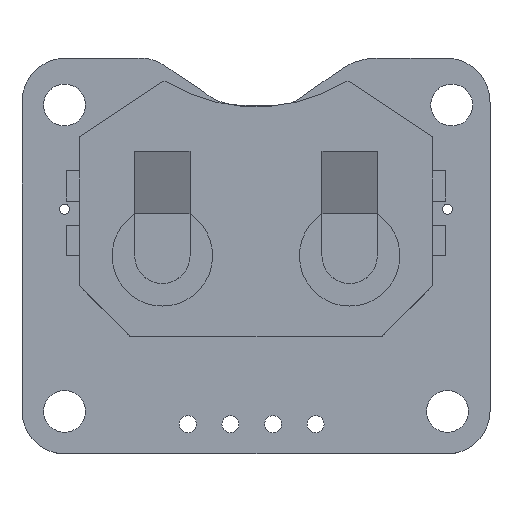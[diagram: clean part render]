
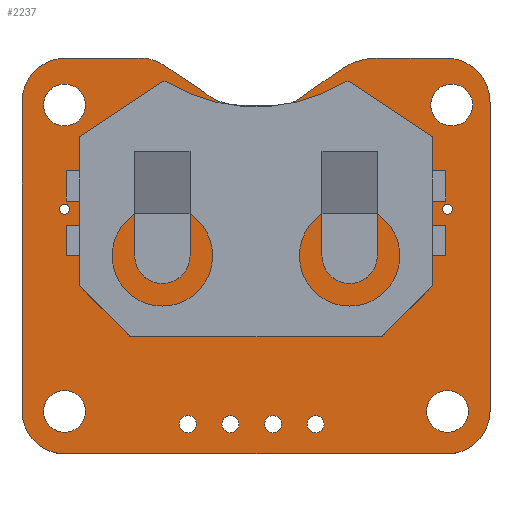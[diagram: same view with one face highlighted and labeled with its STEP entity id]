
A CAD part, top view. The second image highlights one B-rep face of the part: STEP entity #2237.
In plain terms, the highlighted planar face has unit normal (0, 0, 1).
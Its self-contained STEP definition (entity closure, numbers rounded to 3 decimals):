
#25=FACE_BOUND('',#271,.T.);
#26=FACE_BOUND('',#272,.T.);
#27=FACE_BOUND('',#273,.T.);
#28=FACE_BOUND('',#274,.T.);
#29=FACE_BOUND('',#275,.T.);
#30=FACE_BOUND('',#276,.T.);
#31=FACE_BOUND('',#277,.T.);
#32=FACE_BOUND('',#278,.T.);
#33=FACE_BOUND('',#279,.T.);
#34=FACE_BOUND('',#280,.T.);
#57=PLANE('',#2418);
#152=FACE_OUTER_BOUND('',#270,.T.);
#270=EDGE_LOOP('',(#1606,#1607,#1608,#1609,#1610,#1611,#1612,#1613,#1614,
#1615,#1616,#1617,#1618,#1619,#1620,#1621));
#271=EDGE_LOOP('',(#1622));
#272=EDGE_LOOP('',(#1623));
#273=EDGE_LOOP('',(#1624));
#274=EDGE_LOOP('',(#1625));
#275=EDGE_LOOP('',(#1626));
#276=EDGE_LOOP('',(#1627));
#277=EDGE_LOOP('',(#1628));
#278=EDGE_LOOP('',(#1629));
#279=EDGE_LOOP('',(#1630));
#280=EDGE_LOOP('',(#1631));
#398=LINE('',#3284,#644);
#402=LINE('',#3296,#648);
#406=LINE('',#3308,#652);
#410=LINE('',#3320,#656);
#414=LINE('',#3332,#660);
#418=LINE('',#3344,#664);
#422=LINE('',#3356,#668);
#426=LINE('',#3368,#672);
#644=VECTOR('',#2637,10.);
#648=VECTOR('',#2649,10.);
#652=VECTOR('',#2661,10.);
#656=VECTOR('',#2673,10.);
#660=VECTOR('',#2685,10.);
#664=VECTOR('',#2697,10.);
#668=VECTOR('',#2709,10.);
#672=VECTOR('',#2721,10.);
#879=CIRCLE('',#2358,0.508);
#881=CIRCLE('',#2361,0.508);
#883=CIRCLE('',#2364,0.3);
#885=CIRCLE('',#2367,1.25);
#887=CIRCLE('',#2370,0.3);
#889=CIRCLE('',#2373,1.25);
#891=CIRCLE('',#2376,1.25);
#893=CIRCLE('',#2379,1.25);
#895=CIRCLE('',#2382,0.508);
#897=CIRCLE('',#2385,0.508);
#899=CIRCLE('',#2389,2.481);
#901=CIRCLE('',#2393,3.343);
#903=CIRCLE('',#2397,2.54);
#905=CIRCLE('',#2401,3.888);
#907=CIRCLE('',#2405,2.604);
#909=CIRCLE('',#2409,2.54);
#911=CIRCLE('',#2413,2.54);
#913=CIRCLE('',#2417,2.604);
#961=VERTEX_POINT('',#3220);
#963=VERTEX_POINT('',#3226);
#965=VERTEX_POINT('',#3232);
#967=VERTEX_POINT('',#3238);
#969=VERTEX_POINT('',#3244);
#971=VERTEX_POINT('',#3250);
#973=VERTEX_POINT('',#3256);
#975=VERTEX_POINT('',#3262);
#977=VERTEX_POINT('',#3268);
#979=VERTEX_POINT('',#3274);
#982=VERTEX_POINT('',#3281);
#983=VERTEX_POINT('',#3283);
#985=VERTEX_POINT('',#3289);
#987=VERTEX_POINT('',#3295);
#989=VERTEX_POINT('',#3301);
#991=VERTEX_POINT('',#3307);
#993=VERTEX_POINT('',#3313);
#995=VERTEX_POINT('',#3319);
#997=VERTEX_POINT('',#3325);
#999=VERTEX_POINT('',#3331);
#1001=VERTEX_POINT('',#3337);
#1003=VERTEX_POINT('',#3343);
#1005=VERTEX_POINT('',#3349);
#1007=VERTEX_POINT('',#3355);
#1009=VERTEX_POINT('',#3361);
#1011=VERTEX_POINT('',#3367);
#1176=EDGE_CURVE('',#961,#961,#879,.T.);
#1179=EDGE_CURVE('',#963,#963,#881,.T.);
#1182=EDGE_CURVE('',#965,#965,#883,.T.);
#1185=EDGE_CURVE('',#967,#967,#885,.T.);
#1188=EDGE_CURVE('',#969,#969,#887,.T.);
#1191=EDGE_CURVE('',#971,#971,#889,.T.);
#1194=EDGE_CURVE('',#973,#973,#891,.T.);
#1197=EDGE_CURVE('',#975,#975,#893,.T.);
#1200=EDGE_CURVE('',#977,#977,#895,.T.);
#1203=EDGE_CURVE('',#979,#979,#897,.T.);
#1206=EDGE_CURVE('',#983,#982,#398,.T.);
#1209=EDGE_CURVE('',#985,#983,#899,.T.);
#1212=EDGE_CURVE('',#987,#985,#402,.T.);
#1215=EDGE_CURVE('',#989,#987,#901,.T.);
#1218=EDGE_CURVE('',#991,#989,#406,.T.);
#1221=EDGE_CURVE('',#993,#991,#903,.T.);
#1224=EDGE_CURVE('',#995,#993,#410,.T.);
#1227=EDGE_CURVE('',#997,#995,#905,.T.);
#1230=EDGE_CURVE('',#999,#997,#414,.T.);
#1233=EDGE_CURVE('',#1001,#999,#907,.T.);
#1236=EDGE_CURVE('',#1003,#1001,#418,.T.);
#1239=EDGE_CURVE('',#1005,#1003,#909,.T.);
#1242=EDGE_CURVE('',#1007,#1005,#422,.T.);
#1245=EDGE_CURVE('',#1009,#1007,#911,.T.);
#1248=EDGE_CURVE('',#1011,#1009,#426,.T.);
#1251=EDGE_CURVE('',#982,#1011,#913,.T.);
#1606=ORIENTED_EDGE('',*,*,#1251,.T.);
#1607=ORIENTED_EDGE('',*,*,#1248,.T.);
#1608=ORIENTED_EDGE('',*,*,#1245,.T.);
#1609=ORIENTED_EDGE('',*,*,#1242,.T.);
#1610=ORIENTED_EDGE('',*,*,#1239,.T.);
#1611=ORIENTED_EDGE('',*,*,#1236,.T.);
#1612=ORIENTED_EDGE('',*,*,#1233,.T.);
#1613=ORIENTED_EDGE('',*,*,#1230,.T.);
#1614=ORIENTED_EDGE('',*,*,#1227,.T.);
#1615=ORIENTED_EDGE('',*,*,#1224,.T.);
#1616=ORIENTED_EDGE('',*,*,#1221,.T.);
#1617=ORIENTED_EDGE('',*,*,#1218,.T.);
#1618=ORIENTED_EDGE('',*,*,#1215,.T.);
#1619=ORIENTED_EDGE('',*,*,#1212,.T.);
#1620=ORIENTED_EDGE('',*,*,#1209,.T.);
#1621=ORIENTED_EDGE('',*,*,#1206,.T.);
#1622=ORIENTED_EDGE('',*,*,#1176,.T.);
#1623=ORIENTED_EDGE('',*,*,#1179,.T.);
#1624=ORIENTED_EDGE('',*,*,#1182,.T.);
#1625=ORIENTED_EDGE('',*,*,#1185,.T.);
#1626=ORIENTED_EDGE('',*,*,#1188,.T.);
#1627=ORIENTED_EDGE('',*,*,#1191,.T.);
#1628=ORIENTED_EDGE('',*,*,#1194,.T.);
#1629=ORIENTED_EDGE('',*,*,#1197,.T.);
#1630=ORIENTED_EDGE('',*,*,#1200,.T.);
#1631=ORIENTED_EDGE('',*,*,#1203,.T.);
#2237=ADVANCED_FACE('',(#152,#25,#26,#27,#28,#29,#30,#31,#32,#33,#34),#57,
 .T.);
#2358=AXIS2_PLACEMENT_3D('',#3222,#2568,#2569);
#2361=AXIS2_PLACEMENT_3D('',#3228,#2575,#2576);
#2364=AXIS2_PLACEMENT_3D('',#3234,#2582,#2583);
#2367=AXIS2_PLACEMENT_3D('',#3240,#2589,#2590);
#2370=AXIS2_PLACEMENT_3D('',#3246,#2596,#2597);
#2373=AXIS2_PLACEMENT_3D('',#3252,#2603,#2604);
#2376=AXIS2_PLACEMENT_3D('',#3258,#2610,#2611);
#2379=AXIS2_PLACEMENT_3D('',#3264,#2617,#2618);
#2382=AXIS2_PLACEMENT_3D('',#3270,#2624,#2625);
#2385=AXIS2_PLACEMENT_3D('',#3276,#2631,#2632);
#2389=AXIS2_PLACEMENT_3D('',#3290,#2643,#2644);
#2393=AXIS2_PLACEMENT_3D('',#3302,#2655,#2656);
#2397=AXIS2_PLACEMENT_3D('',#3314,#2667,#2668);
#2401=AXIS2_PLACEMENT_3D('',#3326,#2679,#2680);
#2405=AXIS2_PLACEMENT_3D('',#3338,#2691,#2692);
#2409=AXIS2_PLACEMENT_3D('',#3350,#2703,#2704);
#2413=AXIS2_PLACEMENT_3D('',#3362,#2715,#2716);
#2417=AXIS2_PLACEMENT_3D('',#3372,#2727,#2728);
#2418=AXIS2_PLACEMENT_3D('',#3373,#2729,#2730);
#2568=DIRECTION('center_axis',(0.,0.,-1.));
#2569=DIRECTION('ref_axis',(1.,0.,0.));
#2575=DIRECTION('center_axis',(0.,0.,-1.));
#2576=DIRECTION('ref_axis',(1.,0.,0.));
#2582=DIRECTION('center_axis',(0.,0.,-1.));
#2583=DIRECTION('ref_axis',(1.,0.,0.));
#2589=DIRECTION('center_axis',(0.,0.,-1.));
#2590=DIRECTION('ref_axis',(1.,0.,0.));
#2596=DIRECTION('center_axis',(0.,0.,-1.));
#2597=DIRECTION('ref_axis',(1.,0.,0.));
#2603=DIRECTION('center_axis',(0.,0.,-1.));
#2604=DIRECTION('ref_axis',(1.,0.,0.));
#2610=DIRECTION('center_axis',(0.,0.,-1.));
#2611=DIRECTION('ref_axis',(1.,0.,0.));
#2617=DIRECTION('center_axis',(0.,0.,-1.));
#2618=DIRECTION('ref_axis',(1.,0.,0.));
#2624=DIRECTION('center_axis',(0.,0.,-1.));
#2625=DIRECTION('ref_axis',(1.,0.,0.));
#2631=DIRECTION('center_axis',(0.,0.,-1.));
#2632=DIRECTION('ref_axis',(1.,0.,0.));
#2637=DIRECTION('',(-1.,0.,0.));
#2643=DIRECTION('center_axis',(0.,0.,1.));
#2644=DIRECTION('ref_axis',(0.606,0.796,0.));
#2649=DIRECTION('',(-0.832,0.554,0.));
#2655=DIRECTION('center_axis',(0.,0.,-1.));
#2656=DIRECTION('ref_axis',(-0.677,-0.736,0.));
#2661=DIRECTION('',(-1.,0.,0.));
#2667=DIRECTION('center_axis',(0.,0.,-1.));
#2668=DIRECTION('ref_axis',(0.,-1.,0.));
#2673=DIRECTION('',(-0.823,-0.567,0.));
#2679=DIRECTION('center_axis',(0.,0.,1.));
#2680=DIRECTION('ref_axis',(0.09,0.996,0.));
#2685=DIRECTION('',(-1.,0.,0.));
#2691=DIRECTION('center_axis',(0.,0.,1.));
#2692=DIRECTION('ref_axis',(1.,-0.024,0.));
#2697=DIRECTION('',(0.,1.,0.));
#2703=DIRECTION('center_axis',(0.,0.,1.));
#2704=DIRECTION('ref_axis',(0.,-1.,0.));
#2709=DIRECTION('',(1.,0.,0.));
#2715=DIRECTION('center_axis',(0.,0.,1.));
#2716=DIRECTION('ref_axis',(-1.,0.,0.));
#2721=DIRECTION('',(0.,-1.,0.));
#2727=DIRECTION('center_axis',(0.,0.,1.));
#2728=DIRECTION('ref_axis',(-0.024,1.,0.));
#2729=DIRECTION('center_axis',(0.,0.,1.));
#2730=DIRECTION('ref_axis',(1.,0.,0.));
#3220=CARTESIAN_POINT('',(11.938,1.778,1.57));
#3222=CARTESIAN_POINT('Origin',(12.446,1.778,1.57));
#3226=CARTESIAN_POINT('',(17.018,1.778,1.57));
#3228=CARTESIAN_POINT('Origin',(17.526,1.778,1.57));
#3232=CARTESIAN_POINT('',(2.24,14.605,1.57));
#3234=CARTESIAN_POINT('Origin',(2.54,14.605,1.57));
#3238=CARTESIAN_POINT('',(24.404,20.828,1.57));
#3240=CARTESIAN_POINT('Origin',(25.654,20.828,1.57));
#3244=CARTESIAN_POINT('',(25.1,14.605,1.57));
#3246=CARTESIAN_POINT('Origin',(25.4,14.605,1.57));
#3250=CARTESIAN_POINT('',(1.29,20.828,1.57));
#3252=CARTESIAN_POINT('Origin',(2.54,20.828,1.57));
#3256=CARTESIAN_POINT('',(1.29,2.54,1.57));
#3258=CARTESIAN_POINT('Origin',(2.54,2.54,1.57));
#3262=CARTESIAN_POINT('',(24.15,2.54,1.57));
#3264=CARTESIAN_POINT('Origin',(25.4,2.54,1.57));
#3268=CARTESIAN_POINT('',(14.478,1.778,1.57));
#3270=CARTESIAN_POINT('Origin',(14.986,1.778,1.57));
#3274=CARTESIAN_POINT('',(9.398,1.778,1.57));
#3276=CARTESIAN_POINT('Origin',(9.906,1.778,1.57));
#3281=CARTESIAN_POINT('',(2.54,23.622,1.57));
#3283=CARTESIAN_POINT('',(6.92,23.622,1.57));
#3284=CARTESIAN_POINT('',(2.54,23.622,1.57));
#3289=CARTESIAN_POINT('',(8.592,23.121,1.57));
#3290=CARTESIAN_POINT('Origin',(7.089,21.147,1.57));
#3295=CARTESIAN_POINT('',(10.712,21.71,1.57));
#3296=CARTESIAN_POINT('',(8.592,23.121,1.57));
#3301=CARTESIAN_POINT('',(12.892,20.828,1.57));
#3302=CARTESIAN_POINT('Origin',(12.976,24.17,1.57));
#3307=CARTESIAN_POINT('',(15.238,20.828,1.57));
#3308=CARTESIAN_POINT('',(12.892,20.828,1.57));
#3313=CARTESIAN_POINT('',(16.992,21.531,1.57));
#3314=CARTESIAN_POINT('Origin',(15.238,23.368,1.57));
#3319=CARTESIAN_POINT('',(18.822,22.792,1.57));
#3320=CARTESIAN_POINT('',(16.992,21.531,1.57));
#3325=CARTESIAN_POINT('',(21.592,23.622,1.57));
#3326=CARTESIAN_POINT('Origin',(21.243,19.75,1.57));
#3331=CARTESIAN_POINT('',(25.4,23.622,1.57));
#3332=CARTESIAN_POINT('',(21.592,23.622,1.57));
#3337=CARTESIAN_POINT('',(27.94,20.955,1.57));
#3338=CARTESIAN_POINT('Origin',(25.337,21.019,1.57));
#3343=CARTESIAN_POINT('',(27.94,2.54,1.57));
#3344=CARTESIAN_POINT('',(27.94,20.955,1.57));
#3349=CARTESIAN_POINT('',(25.4,0.,1.57));
#3350=CARTESIAN_POINT('Origin',(25.4,2.54,1.57));
#3355=CARTESIAN_POINT('',(2.54,0.,1.57));
#3356=CARTESIAN_POINT('',(25.4,0.,1.57));
#3361=CARTESIAN_POINT('',(0.,2.54,1.57));
#3362=CARTESIAN_POINT('Origin',(2.54,2.54,1.57));
#3367=CARTESIAN_POINT('',(0.,20.955,1.57));
#3368=CARTESIAN_POINT('',(0.,2.54,1.57));
#3372=CARTESIAN_POINT('Origin',(2.604,21.019,1.57));
#3373=CARTESIAN_POINT('Origin',(13.97,11.819,1.57));
